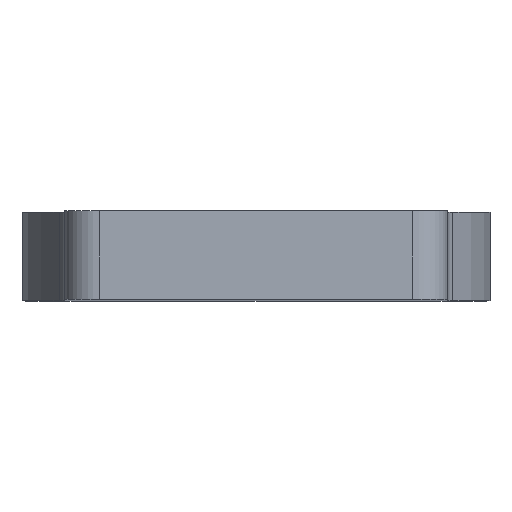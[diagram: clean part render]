
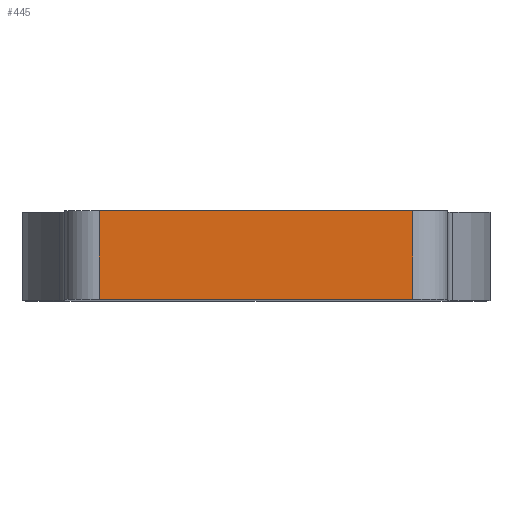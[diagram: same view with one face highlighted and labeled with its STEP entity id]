
A CAD part, top view. The second image highlights one B-rep face of the part: STEP entity #445.
In plain terms, the highlighted planar face has unit normal (0, 0, 1).
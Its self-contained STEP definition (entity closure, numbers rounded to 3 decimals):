
#5 = CARTESIAN_POINT ( 'NONE',  ( -9., 5.1, 53. ) ) ;
#79 = VECTOR ( 'NONE', #632, 1000. ) ;
#154 = LINE ( 'NONE', #5, #79 ) ;
#186 = DIRECTION ( 'NONE',  ( -1., 0., 0. ) ) ;
#194 = VECTOR ( 'NONE', #1209, 1000. ) ;
#217 = VERTEX_POINT ( 'NONE', #615 ) ;
#218 = EDGE_LOOP ( 'NONE', ( #360, #775, #253, #1298 ) ) ;
#231 = EDGE_CURVE ( 'NONE', #1441, #346, #154, .T. ) ;
#253 = ORIENTED_EDGE ( 'NONE', *, *, #1443, .F. ) ;
#254 = CARTESIAN_POINT ( 'NONE',  ( 0., 5.1, 53. ) ) ;
#304 = FACE_OUTER_BOUND ( 'NONE', #218, .T. ) ;
#339 = AXIS2_PLACEMENT_3D ( 'NONE', #433, #916, #186 ) ;
#346 = VERTEX_POINT ( 'NONE', #1008 ) ;
#360 = ORIENTED_EDGE ( 'NONE', *, *, #1326, .T. ) ;
#368 = EDGE_CURVE ( 'NONE', #719, #217, #1453, .T. ) ;
#378 = CARTESIAN_POINT ( 'NONE',  ( 9., 5.1, 53. ) ) ;
#433 = CARTESIAN_POINT ( 'NONE',  ( 0., 5.1, 53. ) ) ;
#445 = ADVANCED_FACE ( 'NONE', ( #304 ), #552, .F. ) ;
#489 = VECTOR ( 'NONE', #852, 1000. ) ;
#552 = PLANE ( 'NONE',  #339 ) ;
#615 = CARTESIAN_POINT ( 'NONE',  ( 9., 5.1, 53. ) ) ;
#632 = DIRECTION ( 'NONE',  ( 0., -1., 0. ) ) ;
#719 = VERTEX_POINT ( 'NONE', #742 ) ;
#729 = DIRECTION ( 'NONE',  ( 1., 0., 0. ) ) ;
#742 = CARTESIAN_POINT ( 'NONE',  ( 9., 0., 53. ) ) ;
#775 = ORIENTED_EDGE ( 'NONE', *, *, #368, .T. ) ;
#793 = LINE ( 'NONE', #1293, #1147 ) ;
#847 = CARTESIAN_POINT ( 'NONE',  ( -9., 5.1, 53. ) ) ;
#852 = DIRECTION ( 'NONE',  ( 0., 1., 0. ) ) ;
#916 = DIRECTION ( 'NONE',  ( 0., 0., -1. ) ) ;
#1008 = CARTESIAN_POINT ( 'NONE',  ( -9., 0., 53. ) ) ;
#1147 = VECTOR ( 'NONE', #729, 1000. ) ;
#1209 = DIRECTION ( 'NONE',  ( 1., 0., 0. ) ) ;
#1293 = CARTESIAN_POINT ( 'NONE',  ( 0., 0., 53. ) ) ;
#1298 = ORIENTED_EDGE ( 'NONE', *, *, #231, .T. ) ;
#1326 = EDGE_CURVE ( 'NONE', #346, #719, #793, .T. ) ;
#1328 = LINE ( 'NONE', #254, #194 ) ;
#1441 = VERTEX_POINT ( 'NONE', #847 ) ;
#1443 = EDGE_CURVE ( 'NONE', #1441, #217, #1328, .T. ) ;
#1453 = LINE ( 'NONE', #378, #489 ) ;
